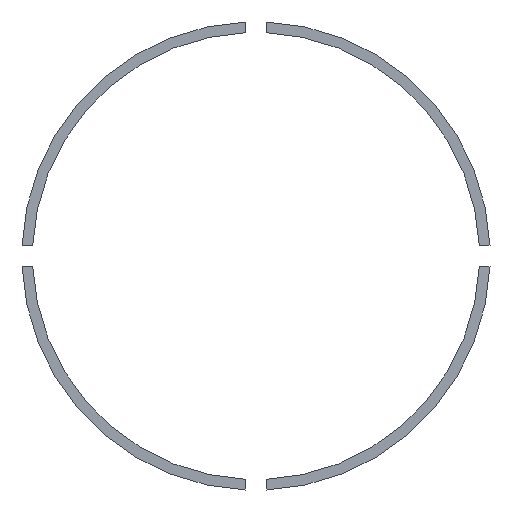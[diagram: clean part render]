
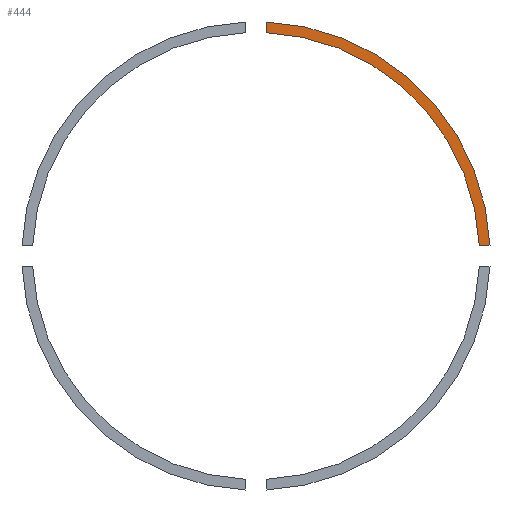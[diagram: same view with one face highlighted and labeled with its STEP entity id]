
A CAD part, front view. The second image highlights one B-rep face of the part: STEP entity #444.
In plain terms, the highlighted planar face has unit normal (0, -1, 0).
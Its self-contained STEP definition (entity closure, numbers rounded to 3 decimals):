
#58 = CARTESIAN_POINT ( 'NONE',  ( 219.773, -1.5, 10. ) ) ;
#80 = ORIENTED_EDGE ( 'NONE', *, *, #676, .F. ) ;
#98 = ORIENTED_EDGE ( 'NONE', *, *, #696, .F. ) ;
#99 = DIRECTION ( 'NONE',  ( 0., 0., 1. ) ) ;
#125 = AXIS2_PLACEMENT_3D ( 'NONE', #422, #146, #363 ) ;
#146 = DIRECTION ( 'NONE',  ( 0., 1., 0. ) ) ;
#173 = CARTESIAN_POINT ( 'NONE',  ( 10., -1.5, 209.762 ) ) ;
#176 = CARTESIAN_POINT ( 'NONE',  ( 10., -1.5, 219.773 ) ) ;
#207 = CARTESIAN_POINT ( 'NONE',  ( 0., -1.5, 0. ) ) ;
#261 = CARTESIAN_POINT ( 'NONE',  ( 220., -1.5, 10. ) ) ;
#265 = DIRECTION ( 'NONE',  ( 0., 0., 1. ) ) ;
#282 = VECTOR ( 'NONE', #480, 1000. ) ;
#298 = VERTEX_POINT ( 'NONE', #58 ) ;
#303 = AXIS2_PLACEMENT_3D ( 'NONE', #440, #668, #99 ) ;
#316 = EDGE_LOOP ( 'NONE', ( #98, #692, #80, #652 ) ) ;
#317 = EDGE_CURVE ( 'NONE', #630, #298, #623, .T. ) ;
#353 = EDGE_CURVE ( 'NONE', #576, #650, #381, .T. ) ;
#357 = LINE ( 'NONE', #261, #282 ) ;
#363 = DIRECTION ( 'NONE',  ( 0., 0., 1. ) ) ;
#381 = CIRCLE ( 'NONE', #654, 210. ) ;
#416 = LINE ( 'NONE', #460, #626 ) ;
#422 = CARTESIAN_POINT ( 'NONE',  ( 0., -1.5, 0. ) ) ;
#428 = PLANE ( 'NONE',  #125 ) ;
#440 = CARTESIAN_POINT ( 'NONE',  ( 0., -1.5, 0. ) ) ;
#444 = ADVANCED_FACE ( 'NONE', ( #544 ), #428, .F. ) ;
#460 = CARTESIAN_POINT ( 'NONE',  ( 10., -1.5, -220. ) ) ;
#466 = CARTESIAN_POINT ( 'NONE',  ( 209.762, -1.5, 10. ) ) ;
#480 = DIRECTION ( 'NONE',  ( -1., 0., 0. ) ) ;
#525 = DIRECTION ( 'NONE',  ( 0., 0., 1. ) ) ;
#544 = FACE_OUTER_BOUND ( 'NONE', #316, .T. ) ;
#576 = VERTEX_POINT ( 'NONE', #173 ) ;
#596 = DIRECTION ( 'NONE',  ( 0., 1., 0. ) ) ;
#623 = CIRCLE ( 'NONE', #303, 220. ) ;
#626 = VECTOR ( 'NONE', #525, 1000. ) ;
#630 = VERTEX_POINT ( 'NONE', #176 ) ;
#650 = VERTEX_POINT ( 'NONE', #466 ) ;
#652 = ORIENTED_EDGE ( 'NONE', *, *, #353, .T. ) ;
#654 = AXIS2_PLACEMENT_3D ( 'NONE', #207, #596, #265 ) ;
#668 = DIRECTION ( 'NONE',  ( 0., 1., 0. ) ) ;
#676 = EDGE_CURVE ( 'NONE', #576, #630, #416, .T. ) ;
#692 = ORIENTED_EDGE ( 'NONE', *, *, #317, .F. ) ;
#696 = EDGE_CURVE ( 'NONE', #298, #650, #357, .T. ) ;
